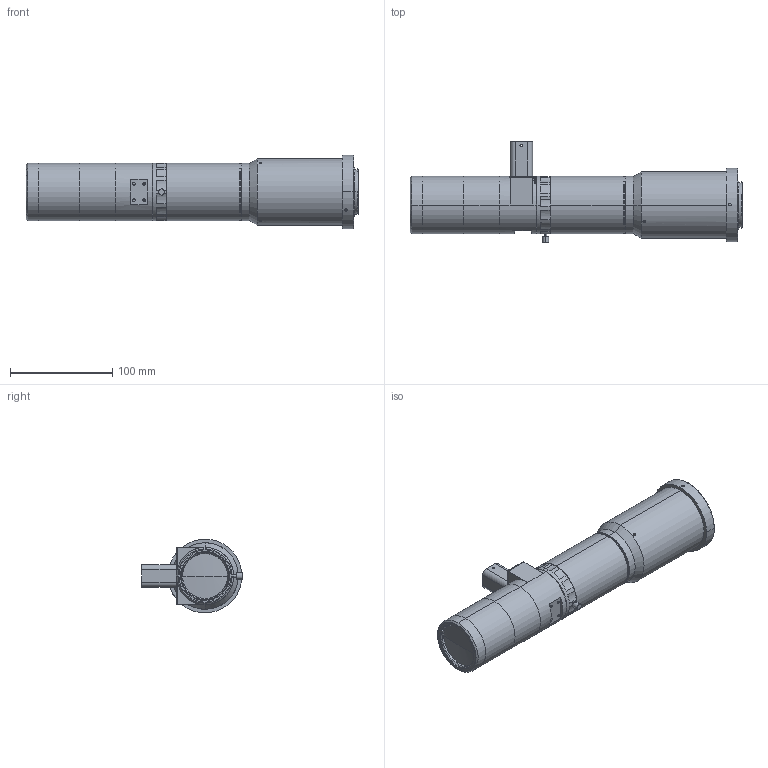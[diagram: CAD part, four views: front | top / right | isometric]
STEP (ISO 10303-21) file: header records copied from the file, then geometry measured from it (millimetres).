
FILE_DESCRIPTION (( 'STEP AP203' ), '1' );
FILE_NAME ('XF-MDT4X110D-D35-VI.STEP', '2018-04-08T07:51:32', ( 'puyufan' ), ( '' ), 'SwSTEP 2.0', 'SolidWorks 2014', '' );
FILE_SCHEMA (( 'CONFIG_CONTROL_DESIGN' ));
Length unit declared in the file: millimetre
Products named in the file (1): XF-MDT4X110D-D35-VI
Bounding box: 324.22 x 98.5 x 72 mm (x, y, z)
Surface area: 97671.2 mm2 (no closed solid volume)
Topology: 0 solids, 26 shells, 265 faces, 887 edges, 622 vertices
Faces by surface type: cylinder 151, plane 83, cone 27, sphere 2, torus 2
Entity records: 10901 total; most frequent: CARTESIAN_POINT 3009, DIRECTION 1744, ORIENTED_EDGE 1424, EDGE_CURVE 887, AXIS2_PLACEMENT_3D 685, VERTEX_POINT 622, CIRCLE 419, VECTOR 374
